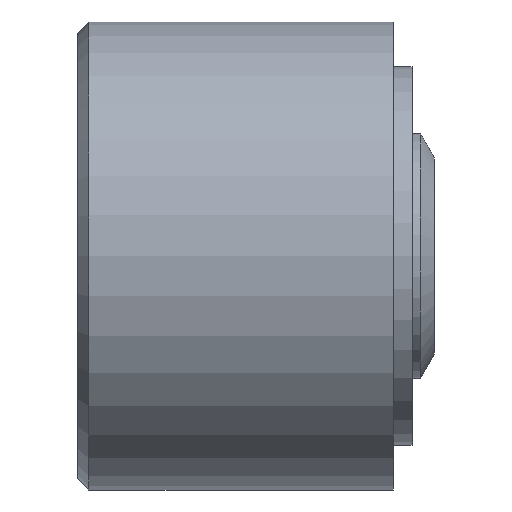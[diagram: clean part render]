
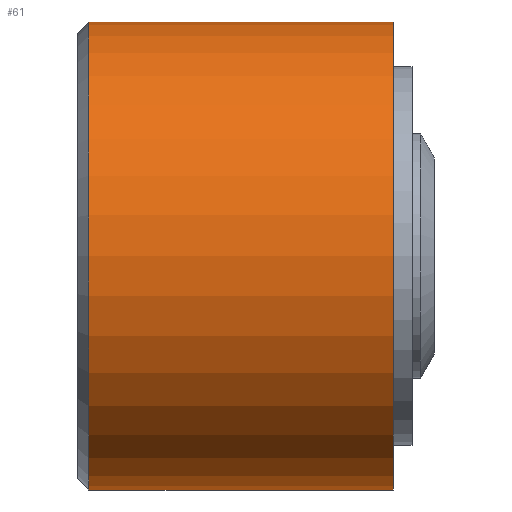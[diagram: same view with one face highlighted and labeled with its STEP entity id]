
A CAD part, top view. The second image highlights one B-rep face of the part: STEP entity #61.
In plain terms, the highlighted cylindrical face has radius 6.3 mm (diameter 12.6 mm), a full revolution.
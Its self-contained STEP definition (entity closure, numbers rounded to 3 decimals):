
#61 = ADVANCED_FACE( '', ( #146, #147, #148 ), #149, .T. );
#146 = FACE_OUTER_BOUND( '', #276, .T. );
#147 = FACE_BOUND( '', #277, .T. );
#148 = FACE_OUTER_BOUND( '', #278, .T. );
#149 = CYLINDRICAL_SURFACE( '', #279, 6.3 );
#276 = EDGE_LOOP( '', ( #406 ) );
#277 = EDGE_LOOP( '', ( #407 ) );
#278 = EDGE_LOOP( '', ( #408 ) );
#279 = AXIS2_PLACEMENT_3D( '', #409, #410, #411 );
#406 = ORIENTED_EDGE( '', *, *, #581, .T. );
#407 = ORIENTED_EDGE( '', *, *, #582, .F. );
#408 = ORIENTED_EDGE( '', *, *, #583, .F. );
#409 = CARTESIAN_POINT( '', ( 8.75, 0., 0. ) );
#410 = DIRECTION( '', ( -1., 0., 0. ) );
#411 = DIRECTION( '', ( 0., 0., -1. ) );
#581 = EDGE_CURVE( '', #648, #648, #649, .T. );
#582 = EDGE_CURVE( '', #650, #650, #651, .T. );
#583 = EDGE_CURVE( '', #652, #652, #653, .T. );
#648 = VERTEX_POINT( '', #739 );
#649 = CIRCLE( '', #740, 6.3 );
#650 = VERTEX_POINT( '', #741 );
#651 = B_SPLINE_CURVE_WITH_KNOTS( '', 3, ( #742, #743, #744, #745, #746, #747, #748, #749, #750, #751, #752, #753, #754, #755, #756, #757, #758, #759, #760, #761, #762, #763, #764, #765, #766, #767, #768, #769, #770, #771, #772, #773, #774, #775, #776, #777, #778, #779, #780, #781, #782, #783, #784, #785, #786, #787, #788, #789, #790, #791, #792, #793, #794, #795, #796, #797, #798, #799, #800, #801, #802, #803 ), .UNSPECIFIED., .T., .F., ( 2, 2, 2, 2, 2, 2, 2, 2, 2, 2, 2, 2, 2, 2, 2, 2, 2, 2, 2, 2, 2, 2, 2, 2, 2, 2, 2, 2, 2, 2, 2, 2, 2 ), ( 0., 0., 0., 0.001, 0.001, 0.002, 0.003, 0.003, 0.004, 0.004, 0.004, 0.005, 0.005, 0.006, 0.006, 0.007, 0.007, 0.008, 0.008, 0.008, 0.009, 0.01, 0.01, 0.011, 0.011, 0.012, 0.012, 0.012, 0.013, 0.013, 0.014, 0.014, 0.015 ), .UNSPECIFIED. );
#652 = VERTEX_POINT( '', #804 );
#653 = CIRCLE( '', #805, 6.3 );
#739 = CARTESIAN_POINT( '', ( 0.3, 0., -6.3 ) );
#740 = AXIS2_PLACEMENT_3D( '', #892, #893, #894 );
#741 = CARTESIAN_POINT( '', ( 3., 0., -6.3 ) );
#742 = CARTESIAN_POINT( '', ( 3., -0.15, -6.3 ) );
#743 = CARTESIAN_POINT( '', ( 3., 0.15, -6.3 ) );
#744 = CARTESIAN_POINT( '', ( 3.015, 0.297, -6.295 ) );
#745 = CARTESIAN_POINT( '', ( 3.073, 0.587, -6.274 ) );
#746 = CARTESIAN_POINT( '', ( 3.117, 0.73, -6.259 ) );
#747 = CARTESIAN_POINT( '', ( 3.23, 1.002, -6.221 ) );
#748 = CARTESIAN_POINT( '', ( 3.299, 1.131, -6.199 ) );
#749 = CARTESIAN_POINT( '', ( 3.463, 1.375, -6.149 ) );
#750 = CARTESIAN_POINT( '', ( 3.557, 1.489, -6.122 ) );
#751 = CARTESIAN_POINT( '', ( 3.865, 1.797, -6.042 ) );
#752 = CARTESIAN_POINT( '', ( 4.114, 1.964, -5.987 ) );
#753 = CARTESIAN_POINT( '', ( 4.519, 2.133, -5.928 ) );
#754 = CARTESIAN_POINT( '', ( 4.662, 2.177, -5.912 ) );
#755 = CARTESIAN_POINT( '', ( 4.953, 2.235, -5.89 ) );
#756 = CARTESIAN_POINT( '', ( 5.1, 2.25, -5.885 ) );
#757 = CARTESIAN_POINT( '', ( 5.397, 2.25, -5.884 ) );
#758 = CARTESIAN_POINT( '', ( 5.547, 2.235, -5.89 ) );
#759 = CARTESIAN_POINT( '', ( 5.837, 2.177, -5.912 ) );
#760 = CARTESIAN_POINT( '', ( 5.978, 2.134, -5.928 ) );
#761 = CARTESIAN_POINT( '', ( 6.252, 2.02, -5.968 ) );
#762 = CARTESIAN_POINT( '', ( 6.381, 1.951, -5.991 ) );
#763 = CARTESIAN_POINT( '', ( 6.623, 1.788, -6.041 ) );
#764 = CARTESIAN_POINT( '', ( 6.738, 1.694, -6.069 ) );
#765 = CARTESIAN_POINT( '', ( 6.945, 1.487, -6.123 ) );
#766 = CARTESIAN_POINT( '', ( 7.037, 1.375, -6.149 ) );
#767 = CARTESIAN_POINT( '', ( 7.2, 1.132, -6.199 ) );
#768 = CARTESIAN_POINT( '', ( 7.271, 1.001, -6.222 ) );
#769 = CARTESIAN_POINT( '', ( 7.383, 0.73, -6.259 ) );
#770 = CARTESIAN_POINT( '', ( 7.427, 0.589, -6.274 ) );
#771 = CARTESIAN_POINT( '', ( 7.485, 0.298, -6.295 ) );
#772 = CARTESIAN_POINT( '', ( 7.5, 0.149, -6.3 ) );
#773 = CARTESIAN_POINT( '', ( 7.5, -0.147, -6.3 ) );
#774 = CARTESIAN_POINT( '', ( 7.485, -0.296, -6.295 ) );
#775 = CARTESIAN_POINT( '', ( 7.427, -0.588, -6.274 ) );
#776 = CARTESIAN_POINT( '', ( 7.384, -0.729, -6.259 ) );
#777 = CARTESIAN_POINT( '', ( 7.271, -1., -6.222 ) );
#778 = CARTESIAN_POINT( '', ( 7.2, -1.132, -6.199 ) );
#779 = CARTESIAN_POINT( '', ( 7.037, -1.375, -6.149 ) );
#780 = CARTESIAN_POINT( '', ( 6.945, -1.487, -6.123 ) );
#781 = CARTESIAN_POINT( '', ( 6.633, -1.799, -6.041 ) );
#782 = CARTESIAN_POINT( '', ( 6.387, -1.964, -5.987 ) );
#783 = CARTESIAN_POINT( '', ( 5.978, -2.134, -5.928 ) );
#784 = CARTESIAN_POINT( '', ( 5.838, -2.177, -5.912 ) );
#785 = CARTESIAN_POINT( '', ( 5.549, -2.235, -5.89 ) );
#786 = CARTESIAN_POINT( '', ( 5.398, -2.25, -5.885 ) );
#787 = CARTESIAN_POINT( '', ( 5.101, -2.25, -5.885 ) );
#788 = CARTESIAN_POINT( '', ( 4.954, -2.235, -5.89 ) );
#789 = CARTESIAN_POINT( '', ( 4.663, -2.177, -5.912 ) );
#790 = CARTESIAN_POINT( '', ( 4.52, -2.133, -5.928 ) );
#791 = CARTESIAN_POINT( '', ( 4.249, -2.021, -5.968 ) );
#792 = CARTESIAN_POINT( '', ( 4.119, -1.95, -5.991 ) );
#793 = CARTESIAN_POINT( '', ( 3.875, -1.787, -6.042 ) );
#794 = CARTESIAN_POINT( '', ( 3.762, -1.694, -6.069 ) );
#795 = CARTESIAN_POINT( '', ( 3.556, -1.488, -6.123 ) );
#796 = CARTESIAN_POINT( '', ( 3.462, -1.373, -6.15 ) );
#797 = CARTESIAN_POINT( '', ( 3.299, -1.13, -6.199 ) );
#798 = CARTESIAN_POINT( '', ( 3.23, -1.002, -6.221 ) );
#799 = CARTESIAN_POINT( '', ( 3.116, -0.729, -6.259 ) );
#800 = CARTESIAN_POINT( '', ( 3.073, -0.586, -6.274 ) );
#801 = CARTESIAN_POINT( '', ( 3.015, -0.297, -6.295 ) );
#802 = CARTESIAN_POINT( '', ( 3., -0.15, -6.3 ) );
#803 = CARTESIAN_POINT( '', ( 3., 0.15, -6.3 ) );
#804 = CARTESIAN_POINT( '', ( 8.5, 0., -6.3 ) );
#805 = AXIS2_PLACEMENT_3D( '', #895, #896, #897 );
#892 = CARTESIAN_POINT( '', ( 0.3, 0., 0. ) );
#893 = DIRECTION( '', ( 1., 0., 0. ) );
#894 = DIRECTION( '', ( 0., 0., -1. ) );
#895 = CARTESIAN_POINT( '', ( 8.5, 0., 0. ) );
#896 = DIRECTION( '', ( 1., 0., 0. ) );
#897 = DIRECTION( '', ( 0., 0., -1. ) );
